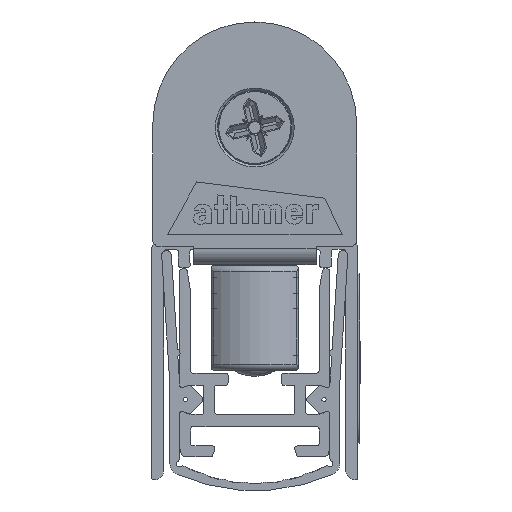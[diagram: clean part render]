
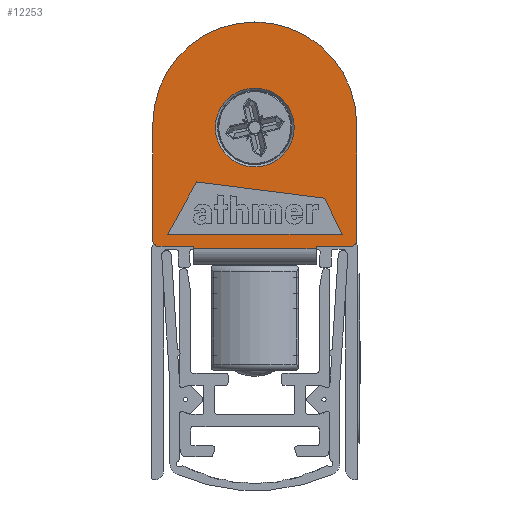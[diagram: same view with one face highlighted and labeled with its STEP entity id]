
A CAD part, front view. The second image highlights one B-rep face of the part: STEP entity #12253.
In plain terms, the highlighted planar face has unit normal (0, -1, 0).
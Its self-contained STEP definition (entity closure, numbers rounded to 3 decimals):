
#848=CIRCLE('',#13331,0.5);
#849=CIRCLE('',#13332,8.4);
#850=CIRCLE('',#13333,0.5);
#851=CIRCLE('',#13334,3.25);
#1820=ORIENTED_EDGE('',*,*,#5098,.T.);
#1821=ORIENTED_EDGE('',*,*,#5099,.T.);
#1822=ORIENTED_EDGE('',*,*,#5100,.T.);
#1823=ORIENTED_EDGE('',*,*,#5101,.T.);
#1824=ORIENTED_EDGE('',*,*,#5102,.F.);
#1825=ORIENTED_EDGE('',*,*,#5103,.T.);
#1826=ORIENTED_EDGE('',*,*,#5104,.T.);
#1827=ORIENTED_EDGE('',*,*,#5105,.T.);
#1828=ORIENTED_EDGE('',*,*,#5106,.T.);
#1829=ORIENTED_EDGE('',*,*,#5107,.T.);
#1830=ORIENTED_EDGE('',*,*,#5108,.T.);
#1831=ORIENTED_EDGE('',*,*,#5109,.T.);
#1832=ORIENTED_EDGE('',*,*,#5110,.T.);
#1833=ORIENTED_EDGE('',*,*,#5111,.T.);
#1834=ORIENTED_EDGE('',*,*,#5112,.T.);
#5098=EDGE_CURVE('',#6806,#6807,#8045,.T.);
#5099=EDGE_CURVE('',#6807,#6808,#848,.T.);
#5100=EDGE_CURVE('',#6808,#6809,#8046,.T.);
#5101=EDGE_CURVE('',#6809,#6810,#849,.T.);
#5102=EDGE_CURVE('',#6811,#6810,#8047,.T.);
#5103=EDGE_CURVE('',#6811,#6812,#850,.T.);
#5104=EDGE_CURVE('',#6812,#6813,#8048,.T.);
#5105=EDGE_CURVE('',#6813,#6814,#8049,.T.);
#5106=EDGE_CURVE('',#6814,#6815,#8050,.F.);
#5107=EDGE_CURVE('',#6815,#6806,#8051,.T.);
#5108=EDGE_CURVE('',#6816,#6816,#851,.F.);
#5109=EDGE_CURVE('',#6817,#6818,#8052,.T.);
#5110=EDGE_CURVE('',#6818,#6819,#8053,.T.);
#5111=EDGE_CURVE('',#6819,#6820,#8054,.T.);
#5112=EDGE_CURVE('',#6820,#6817,#8055,.T.);
#6806=VERTEX_POINT('',#17928);
#6807=VERTEX_POINT('',#17929);
#6808=VERTEX_POINT('',#17931);
#6809=VERTEX_POINT('',#17933);
#6810=VERTEX_POINT('',#17935);
#6811=VERTEX_POINT('',#17937);
#6812=VERTEX_POINT('',#17939);
#6813=VERTEX_POINT('',#17941);
#6814=VERTEX_POINT('',#17943);
#6815=VERTEX_POINT('',#17945);
#6816=VERTEX_POINT('',#17948);
#6817=VERTEX_POINT('',#17950);
#6818=VERTEX_POINT('',#17951);
#6819=VERTEX_POINT('',#17953);
#6820=VERTEX_POINT('',#17955);
#8045=LINE('',#17927,#9236);
#8046=LINE('',#17932,#9237);
#8047=LINE('',#17936,#9238);
#8048=LINE('',#17940,#9239);
#8049=LINE('',#17942,#9240);
#8050=LINE('',#17944,#9241);
#8051=LINE('',#17946,#9242);
#8052=LINE('',#17949,#9243);
#8053=LINE('',#17952,#9244);
#8054=LINE('',#17954,#9245);
#8055=LINE('',#17956,#9246);
#9236=VECTOR('',#14812,1000.);
#9237=VECTOR('',#14815,1000.);
#9238=VECTOR('',#14818,1000.);
#9239=VECTOR('',#14821,1000.);
#9240=VECTOR('',#14822,1000.);
#9241=VECTOR('',#14823,1000.);
#9242=VECTOR('',#14824,1000.);
#9243=VECTOR('',#14827,1000.);
#9244=VECTOR('',#14828,1000.);
#9245=VECTOR('',#14829,1000.);
#9246=VECTOR('',#14830,1000.);
#10294=EDGE_LOOP('',(#1820,#1821,#1822,#1823,#1824,#1825,#1826,#1827,#1828,
#1829));
#10295=EDGE_LOOP('',(#1830));
#10296=EDGE_LOOP('',(#1831,#1832,#1833,#1834));
#11052=FACE_BOUND('',#10294,.T.);
#11053=FACE_BOUND('',#10295,.T.);
#11054=FACE_BOUND('',#10296,.T.);
#11740=PLANE('',#13330);
#12253=ADVANCED_FACE('',(#11052,#11053,#11054),#11740,.T.);
#13330=AXIS2_PLACEMENT_3D('',#17926,#14810,#14811);
#13331=AXIS2_PLACEMENT_3D('',#17930,#14813,#14814);
#13332=AXIS2_PLACEMENT_3D('',#17934,#14816,#14817);
#13333=AXIS2_PLACEMENT_3D('',#17938,#14819,#14820);
#13334=AXIS2_PLACEMENT_3D('',#17947,#14825,#14826);
#14810=DIRECTION('',(0.,-1.,0.));
#14811=DIRECTION('',(0.,0.,-1.));
#14812=DIRECTION('',(1.,0.,0.));
#14813=DIRECTION('',(0.,-1.,0.));
#14814=DIRECTION('',(0.,0.,-1.));
#14815=DIRECTION('',(0.,0.,1.));
#14816=DIRECTION('',(0.,-1.,0.));
#14817=DIRECTION('',(1.,0.,0.));
#14818=DIRECTION('',(0.,0.,1.));
#14819=DIRECTION('',(0.,-1.,0.));
#14820=DIRECTION('',(0.,0.,-1.));
#14821=DIRECTION('',(1.,0.,0.));
#14822=DIRECTION('',(0.,0.,-1.));
#14823=DIRECTION('',(-1.,0.,0.));
#14824=DIRECTION('',(0.,0.,1.));
#14825=DIRECTION('',(0.,-1.,0.));
#14826=DIRECTION('',(0.,0.,-1.));
#14827=DIRECTION('',(0.436,0.,-0.9));
#14828=DIRECTION('',(-1.,0.,0.));
#14829=DIRECTION('',(0.486,0.,0.874));
#14830=DIRECTION('',(0.992,0.,-0.126));
#17926=CARTESIAN_POINT('',(8.4,0.,0.));
#17927=CARTESIAN_POINT('',(5.05,0.,1.5));
#17928=CARTESIAN_POINT('',(5.05,0.,1.5));
#17929=CARTESIAN_POINT('',(7.9,0.,1.5));
#17930=CARTESIAN_POINT('',(7.9,0.,2.));
#17931=CARTESIAN_POINT('',(8.4,0.,2.));
#17932=CARTESIAN_POINT('',(8.4,0.,0.));
#17933=CARTESIAN_POINT('',(8.4,0.,11.6));
#17934=CARTESIAN_POINT('',(0.,0.,11.6));
#17935=CARTESIAN_POINT('',(-8.4,0.,11.6));
#17936=CARTESIAN_POINT('',(-8.4,0.,0.));
#17937=CARTESIAN_POINT('',(-8.4,0.,2.));
#17938=CARTESIAN_POINT('',(-7.9,0.,2.));
#17939=CARTESIAN_POINT('',(-7.9,0.,1.5));
#17940=CARTESIAN_POINT('',(-8.4,0.,1.5));
#17941=CARTESIAN_POINT('',(-5.05,0.,1.5));
#17942=CARTESIAN_POINT('',(-5.05,0.,1.5));
#17943=CARTESIAN_POINT('',(-5.05,0.,1.3));
#17944=CARTESIAN_POINT('',(8.4,0.,1.3));
#17945=CARTESIAN_POINT('',(5.05,0.,1.3));
#17946=CARTESIAN_POINT('',(5.05,0.,0.));
#17947=CARTESIAN_POINT('',(0.,0.,11.3));
#17948=CARTESIAN_POINT('',(0.,0.,8.05));
#17949=CARTESIAN_POINT('',(5.765,0.,5.474));
#17950=CARTESIAN_POINT('',(5.765,0.,5.474));
#17951=CARTESIAN_POINT('',(7.204,0.,2.5));
#17952=CARTESIAN_POINT('',(7.204,0.,2.5));
#17953=CARTESIAN_POINT('',(-7.187,0.,2.5));
#17954=CARTESIAN_POINT('',(-7.187,0.,2.5));
#17955=CARTESIAN_POINT('',(-4.788,0.,6.817));
#17956=CARTESIAN_POINT('',(-4.788,0.,6.817));
